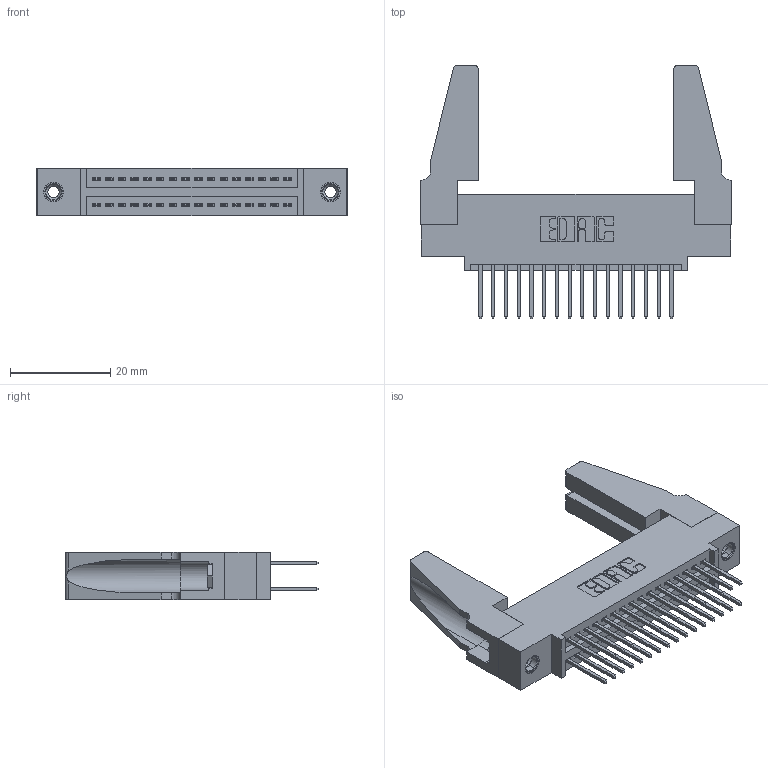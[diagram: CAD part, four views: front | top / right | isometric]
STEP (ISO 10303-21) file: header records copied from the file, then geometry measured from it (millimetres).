
FILE_DESCRIPTION (( 'STEP AP203' ), '1' );
FILE_NAME ('395-032-523-588.STEP', '2019-10-17T15:40:15', ( '' ), ( '' ), 'SwSTEP 2.0', 'SolidWorks 2016', '' );
FILE_SCHEMA (( 'CONFIG_CONTROL_DESIGN' ));
Length unit declared in the file: inch
Products named in the file (5): 345 Part_0.110 Offset - 0.156 Dia-TH; 345-292-001_345-293-123; 345-250-001_345-250-001-102; 345-220-078_345-220-088; 395-032-523-588
Assembly tree (37 placements, depth 2):
  395-032-523-588
    345 Part_0.110 Offset - 0.156 Dia-TH
    345-292-001_345-293-123  x32
    345-250-001_345-250-001-102  x2
    345-220-078_345-220-088  x2
Bounding box: 61.87 x 50.47 x 9.4 mm (x, y, z)
Volume: 9013.9 mm3; surface area: 11522 mm2
Topology: 37 solids, 37 shells, 1854 faces, 5435 edges, 3570 vertices
Faces by surface type: plane 1212, cylinder 626, cone 12, torus 4
Entity records: 18352 total; most frequent: CARTESIAN_POINT 3098, ORIENTED_EDGE 2992, DIRECTION 2768, EDGE_CURVE 1496, LINE 1258, VECTOR 1258, VERTEX_POINT 990, AXIS2_PLACEMENT_3D 755
